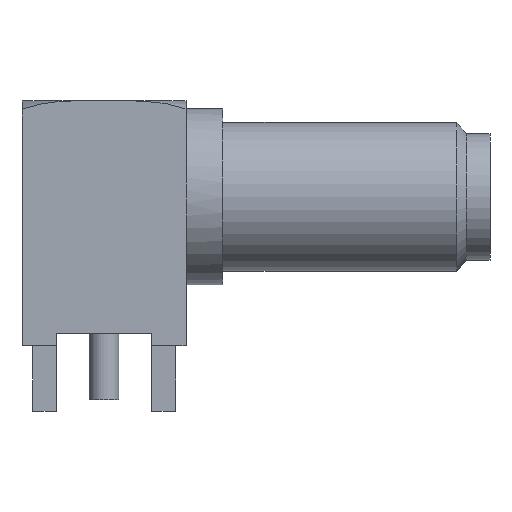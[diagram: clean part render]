
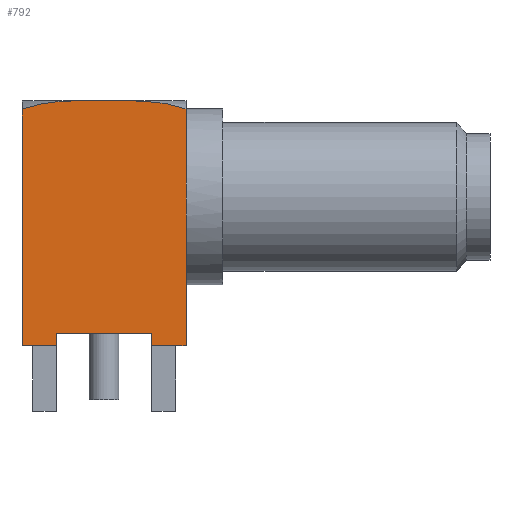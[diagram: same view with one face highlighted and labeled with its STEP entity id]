
A CAD part, left-side view. The second image highlights one B-rep face of the part: STEP entity #792.
In plain terms, the highlighted planar face has unit normal (-1, 0, 0).
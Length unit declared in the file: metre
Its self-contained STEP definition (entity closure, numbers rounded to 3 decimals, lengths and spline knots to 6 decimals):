
#45=LINE('',#1160,#129);
#60=LINE('',#1212,#144);
#61=LINE('',#1223,#145);
#62=LINE('',#1225,#146);
#63=LINE('',#1227,#147);
#64=LINE('',#1229,#148);
#65=LINE('',#1231,#149);
#66=LINE('',#1233,#150);
#67=LINE('',#1235,#151);
#129=VECTOR('',#929,1.);
#144=VECTOR('',#950,1.);
#145=VECTOR('',#953,1.);
#146=VECTOR('',#954,1.);
#147=VECTOR('',#955,1.);
#148=VECTOR('',#956,1.);
#149=VECTOR('',#957,1.);
#150=VECTOR('',#958,1.);
#151=VECTOR('',#959,1.);
#238=ORIENTED_EDGE('',*,*,#458,.F.);
#239=ORIENTED_EDGE('',*,*,#459,.F.);
#240=ORIENTED_EDGE('',*,*,#457,.T.);
#241=ORIENTED_EDGE('',*,*,#460,.T.);
#242=ORIENTED_EDGE('',*,*,#461,.F.);
#243=ORIENTED_EDGE('',*,*,#462,.F.);
#244=ORIENTED_EDGE('',*,*,#463,.T.);
#245=ORIENTED_EDGE('',*,*,#464,.T.);
#246=ORIENTED_EDGE('',*,*,#465,.F.);
#247=ORIENTED_EDGE('',*,*,#466,.F.);
#248=ORIENTED_EDGE('',*,*,#437,.F.);
#437=EDGE_CURVE('',#548,#549,#45,.T.);
#457=EDGE_CURVE('',#561,#566,#60,.T.);
#458=EDGE_CURVE('',#567,#548,#628,.T.);
#459=EDGE_CURVE('',#561,#567,#629,.T.);
#460=EDGE_CURVE('',#566,#568,#61,.T.);
#461=EDGE_CURVE('',#569,#568,#62,.T.);
#462=EDGE_CURVE('',#570,#569,#63,.T.);
#463=EDGE_CURVE('',#570,#571,#64,.T.);
#464=EDGE_CURVE('',#571,#572,#65,.T.);
#465=EDGE_CURVE('',#573,#572,#66,.T.);
#466=EDGE_CURVE('',#549,#573,#67,.T.);
#548=VERTEX_POINT('',#1159);
#549=VERTEX_POINT('',#1161);
#561=VERTEX_POINT('',#1197);
#566=VERTEX_POINT('',#1211);
#567=VERTEX_POINT('',#1218);
#568=VERTEX_POINT('',#1224);
#569=VERTEX_POINT('',#1226);
#570=VERTEX_POINT('',#1228);
#571=VERTEX_POINT('',#1230);
#572=VERTEX_POINT('',#1232);
#573=VERTEX_POINT('',#1234);
#628=B_SPLINE_CURVE_WITH_KNOTS('',3,(#1214,#1215,#1216,#1217),
 .UNSPECIFIED.,.F.,.F.,(4,4),(0.,0.003517),
 .UNSPECIFIED.);
#629=B_SPLINE_CURVE_WITH_KNOTS('',3,(#1219,#1220,#1221,#1222),
 .UNSPECIFIED.,.F.,.F.,(4,4),(0.025304,0.028756),
 .UNSPECIFIED.);
#633=EDGE_LOOP('',(#238,#239,#240,#241,#242,#243,#244,#245,#246,#247,#248));
#693=FACE_BOUND('',#633,.T.);
#754=PLANE('',#861);
#792=ADVANCED_FACE('',(#693),#754,.F.);
#861=AXIS2_PLACEMENT_3D('',#1213,#951,#952);
#929=DIRECTION('',(0.,0.,-1.));
#950=DIRECTION('',(0.,0.,-1.));
#951=DIRECTION('',(1.,0.,0.));
#952=DIRECTION('',(0.,0.,-1.));
#953=DIRECTION('',(0.,-1.,0.));
#954=DIRECTION('',(0.,0.,-1.));
#955=DIRECTION('',(0.,1.,0.));
#956=DIRECTION('',(0.,0.,-1.));
#957=DIRECTION('',(0.,-1.,0.));
#958=DIRECTION('',(0.,0.,-1.));
#959=DIRECTION('',(0.,0.,-1.));
#1159=CARTESIAN_POINT('',(-0.0035,-0.0035,0.0101));
#1160=CARTESIAN_POINT('',(-0.0035,-0.0035,0.01045));
#1161=CARTESIAN_POINT('',(-0.0035,-0.0035,0.007696));
#1197=CARTESIAN_POINT('',(-0.0035,0.0035,0.0101));
#1211=CARTESIAN_POINT('',(-0.0035,0.0035,0.));
#1212=CARTESIAN_POINT('',(-0.0035,0.0035,0.01045));
#1213=CARTESIAN_POINT('',(-0.0035,-0.0035,0.01045));
#1214=CARTESIAN_POINT('',(-0.0035,0.,0.01045));
#1215=CARTESIAN_POINT('',(-0.0035,-0.001178,0.01045));
#1216=CARTESIAN_POINT('',(-0.0035,-0.002363,0.010512));
#1217=CARTESIAN_POINT('',(-0.0035,-0.0035,0.0101));
#1218=CARTESIAN_POINT('',(-0.0035,0.,0.01045));
#1219=CARTESIAN_POINT('',(-0.0035,0.0035,0.0101));
#1220=CARTESIAN_POINT('',(-0.0035,0.002395,0.010501));
#1221=CARTESIAN_POINT('',(-0.0035,0.001156,0.01045));
#1222=CARTESIAN_POINT('',(-0.0035,0.,0.01045));
#1223=CARTESIAN_POINT('',(-0.0035,-0.0035,0.));
#1224=CARTESIAN_POINT('',(-0.0035,0.00203,0.));
#1225=CARTESIAN_POINT('',(-0.0035,0.00203,0.0005));
#1226=CARTESIAN_POINT('',(-0.0035,0.00203,0.0005));
#1227=CARTESIAN_POINT('',(-0.0035,0.00203,0.0005));
#1228=CARTESIAN_POINT('',(-0.0035,-0.00203,0.0005));
#1229=CARTESIAN_POINT('',(-0.0035,-0.00203,0.0005));
#1230=CARTESIAN_POINT('',(-0.0035,-0.00203,0.));
#1231=CARTESIAN_POINT('',(-0.0035,-0.0035,0.));
#1232=CARTESIAN_POINT('',(-0.0035,-0.0035,0.));
#1233=CARTESIAN_POINT('',(-0.0035,-0.0035,0.01045));
#1234=CARTESIAN_POINT('',(-0.0035,-0.0035,0.005004));
#1235=CARTESIAN_POINT('',(-0.0035,-0.0035,0.01045));
